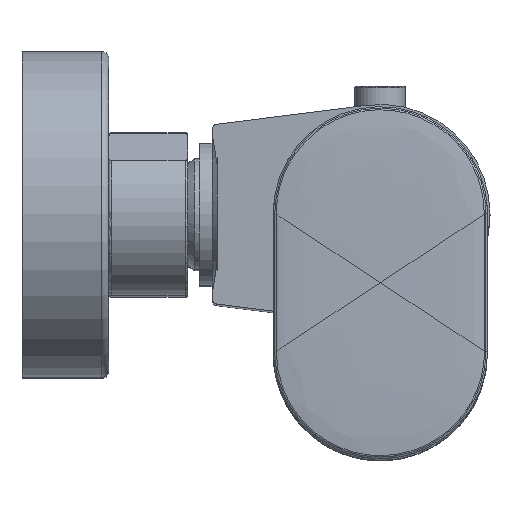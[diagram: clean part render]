
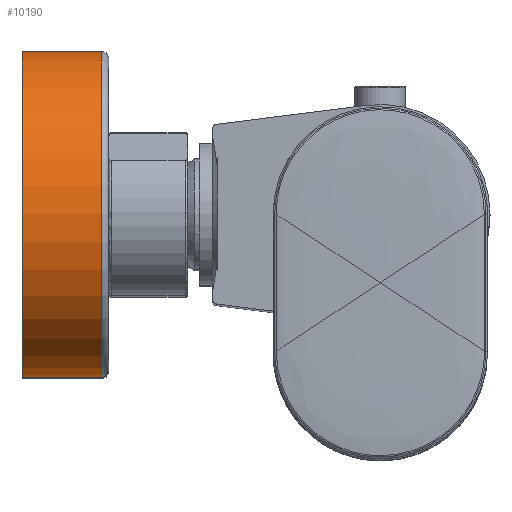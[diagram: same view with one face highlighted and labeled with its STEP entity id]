
A CAD part, top view. The second image highlights one B-rep face of the part: STEP entity #10190.
In plain terms, the highlighted cylindrical face has radius 32 mm (diameter 64 mm), a full revolution.
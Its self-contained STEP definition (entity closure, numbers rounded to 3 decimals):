
#461=CYLINDRICAL_SURFACE('',#11678,32.);
#3811=ORIENTED_EDGE('',*,*,#5834,.F.);
#3812=ORIENTED_EDGE('',*,*,#5835,.T.);
#5834=EDGE_CURVE('NONE',#6967,#6967,#7709,.T.);
#5835=EDGE_CURVE('NONE',#6968,#6968,#7710,.T.);
#6967=VERTEX_POINT('',#20472);
#6968=VERTEX_POINT('',#20475);
#7709=CIRCLE('',#11677,32.);
#7710=CIRCLE('',#11679,32.);
#8477=EDGE_LOOP('',(#3811));
#8478=EDGE_LOOP('',(#3812));
#9350=FACE_BOUND('',#8477,.T.);
#9351=FACE_BOUND('',#8478,.T.);
#10190=ADVANCED_FACE('NONE',(#9350,#9351),#461,.T.);
#11677=AXIS2_PLACEMENT_3D('',#20471,#14175,#14176);
#11678=AXIS2_PLACEMENT_3D('',#20473,#14177,#14178);
#11679=AXIS2_PLACEMENT_3D('',#20474,#14179,#14180);
#14175=DIRECTION('',(0.,-1.,0.));
#14176=DIRECTION('',(0.,0.,-1.));
#14177=DIRECTION('',(0.,-1.,0.));
#14178=DIRECTION('',(0.,0.,-1.));
#14179=DIRECTION('',(0.,-1.,0.));
#14180=DIRECTION('',(0.,0.,-1.));
#20471=CARTESIAN_POINT('',(0.,0.,0.));
#20472=CARTESIAN_POINT('',(0.,0.,-32.));
#20473=CARTESIAN_POINT('',(0.,0.,0.));
#20474=CARTESIAN_POINT('',(0.,15.5,0.));
#20475=CARTESIAN_POINT('',(0.,15.5,-32.));
